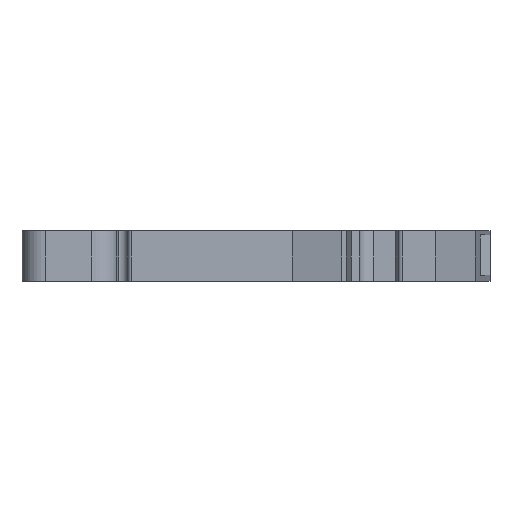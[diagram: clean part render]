
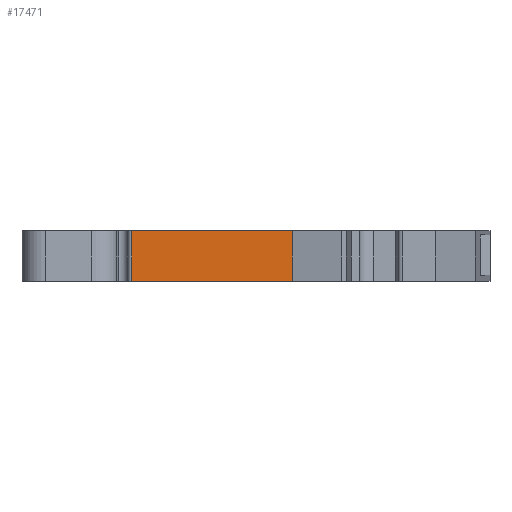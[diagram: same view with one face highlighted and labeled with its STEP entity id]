
A CAD part, front view. The second image highlights one B-rep face of the part: STEP entity #17471.
In plain terms, the highlighted planar face has unit normal (0, -1, 0).
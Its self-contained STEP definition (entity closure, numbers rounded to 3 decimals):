
#599 = VECTOR ( 'NONE', #13854, 1000. ) ;
#1523 = EDGE_CURVE ( 'NONE', #12109, #20228, #9554, .T. ) ;
#1652 = ORIENTED_EDGE ( 'NONE', *, *, #3423, .F. ) ;
#1708 = CARTESIAN_POINT ( 'NONE',  ( 4., 0., -3. ) ) ;
#2158 = CARTESIAN_POINT ( 'NONE',  ( 4., 0., -12.804 ) ) ;
#2187 = CARTESIAN_POINT ( 'NONE',  ( 0., 0., -3. ) ) ;
#2218 = AXIS2_PLACEMENT_3D ( 'NONE', #2972, #14577, #4694 ) ;
#2830 = PLANE ( 'NONE',  #2218 ) ;
#2972 = CARTESIAN_POINT ( 'NONE',  ( 0., 0., 3. ) ) ;
#3192 = FACE_OUTER_BOUND ( 'NONE', #17757, .T. ) ;
#3423 = EDGE_CURVE ( 'NONE', #19947, #20286, #17118, .T. ) ;
#4694 = DIRECTION ( 'NONE',  ( -1., 0., 0. ) ) ;
#6629 = CARTESIAN_POINT ( 'NONE',  ( -15.1, 0., 3. ) ) ;
#6820 = CARTESIAN_POINT ( 'NONE',  ( 0., 0., 3. ) ) ;
#7020 = CARTESIAN_POINT ( 'NONE',  ( 4., 0., 3. ) ) ;
#7550 = LINE ( 'NONE', #2158, #11481 ) ;
#9263 = EDGE_CURVE ( 'NONE', #12109, #19947, #17636, .T. ) ;
#9339 = ORIENTED_EDGE ( 'NONE', *, *, #1523, .T. ) ;
#9554 = LINE ( 'NONE', #2187, #599 ) ;
#11481 = VECTOR ( 'NONE', #13828, 1000. ) ;
#12109 = VERTEX_POINT ( 'NONE', #12716 ) ;
#12391 = ORIENTED_EDGE ( 'NONE', *, *, #16683, .F. ) ;
#12716 = CARTESIAN_POINT ( 'NONE',  ( -15.1, 0., -3. ) ) ;
#12945 = VECTOR ( 'NONE', #19951, 1000. ) ;
#13423 = VECTOR ( 'NONE', #16519, 1000. ) ;
#13828 = DIRECTION ( 'NONE',  ( 0., 0., -1. ) ) ;
#13854 = DIRECTION ( 'NONE',  ( 1., 0., 0. ) ) ;
#14577 = DIRECTION ( 'NONE',  ( 0., 1., 0. ) ) ;
#16519 = DIRECTION ( 'NONE',  ( 0., 0., 1. ) ) ;
#16683 = EDGE_CURVE ( 'NONE', #20286, #20228, #7550, .T. ) ;
#17118 = LINE ( 'NONE', #6820, #12945 ) ;
#17198 = ORIENTED_EDGE ( 'NONE', *, *, #9263, .F. ) ;
#17471 = ADVANCED_FACE ( 'NONE', ( #3192 ), #2830, .F. ) ;
#17636 = LINE ( 'NONE', #6629, #13423 ) ;
#17757 = EDGE_LOOP ( 'NONE', ( #9339, #12391, #1652, #17198 ) ) ;
#19947 = VERTEX_POINT ( 'NONE', #20429 ) ;
#19951 = DIRECTION ( 'NONE',  ( 1., 0., 0. ) ) ;
#20228 = VERTEX_POINT ( 'NONE', #1708 ) ;
#20286 = VERTEX_POINT ( 'NONE', #7020 ) ;
#20429 = CARTESIAN_POINT ( 'NONE',  ( -15.1, 0., 3. ) ) ;
